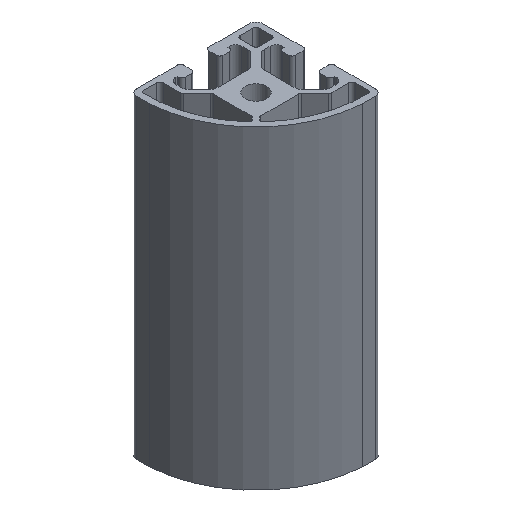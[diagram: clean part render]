
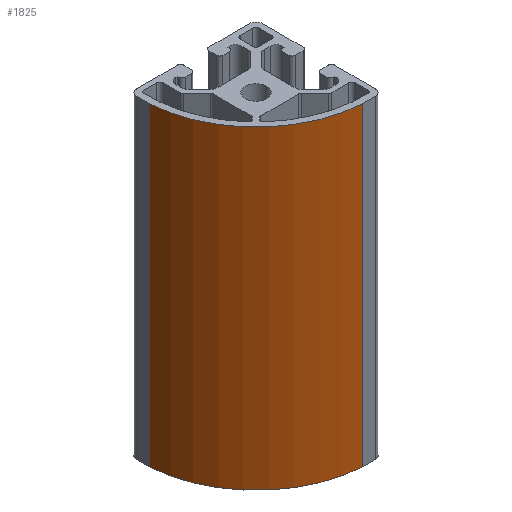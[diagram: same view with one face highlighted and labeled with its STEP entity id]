
A CAD part, isometric view. The second image highlights one B-rep face of the part: STEP entity #1825.
In plain terms, the highlighted cylindrical face has radius 36 mm (diameter 72 mm), a partial arc.
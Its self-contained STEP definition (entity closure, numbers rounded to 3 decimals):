
#54=CIRCLE('',#1953,36.);
#55=CIRCLE('',#1954,36.);
#133=CYLINDRICAL_SURFACE('',#1952,36.);
#190=FACE_OUTER_BOUND('',#286,.T.);
#286=EDGE_LOOP('',(#1294,#1295,#1296,#1297));
#408=LINE('',#2803,#592);
#409=LINE('',#2807,#593);
#592=VECTOR('',#2244,100.);
#593=VECTOR('',#2247,100.);
#782=VERTEX_POINT('',#2801);
#783=VERTEX_POINT('',#2802);
#784=VERTEX_POINT('',#2804);
#785=VERTEX_POINT('',#2806);
#992=EDGE_CURVE('',#782,#783,#408,.T.);
#993=EDGE_CURVE('',#784,#782,#54,.T.);
#994=EDGE_CURVE('',#785,#784,#409,.T.);
#995=EDGE_CURVE('',#783,#785,#55,.T.);
#1294=ORIENTED_EDGE('',*,*,#992,.F.);
#1295=ORIENTED_EDGE('',*,*,#993,.F.);
#1296=ORIENTED_EDGE('',*,*,#994,.F.);
#1297=ORIENTED_EDGE('',*,*,#995,.F.);
#1825=ADVANCED_FACE('',(#190),#133,.T.);
#1952=AXIS2_PLACEMENT_3D('',#2800,#2242,#2243);
#1953=AXIS2_PLACEMENT_3D('',#2805,#2245,#2246);
#1954=AXIS2_PLACEMENT_3D('',#2808,#2248,#2249);
#2242=DIRECTION('center_axis',(0.,0.,1.));
#2243=DIRECTION('ref_axis',(0.998,-0.061,0.));
#2244=DIRECTION('',(0.,0.,1.));
#2245=DIRECTION('center_axis',(0.,0.,-1.));
#2246=DIRECTION('ref_axis',(0.998,-0.061,0.));
#2247=DIRECTION('',(0.,0.,-1.));
#2248=DIRECTION('center_axis',(0.,0.,1.));
#2249=DIRECTION('ref_axis',(0.998,-0.061,0.));
#2800=CARTESIAN_POINT('Origin',(15.937,15.937,0.));
#2801=CARTESIAN_POINT('',(-20.,13.815,0.));
#2802=CARTESIAN_POINT('',(-20.,13.815,100.));
#2803=CARTESIAN_POINT('',(-20.,13.815,0.));
#2804=CARTESIAN_POINT('',(13.815,-20.,0.));
#2805=CARTESIAN_POINT('Origin',(15.937,15.937,0.));
#2806=CARTESIAN_POINT('',(13.815,-20.,100.));
#2807=CARTESIAN_POINT('',(13.815,-20.,0.));
#2808=CARTESIAN_POINT('Origin',(15.937,15.937,100.));
